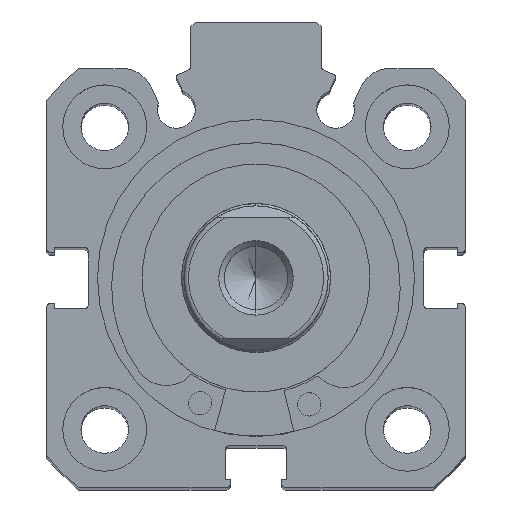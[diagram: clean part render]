
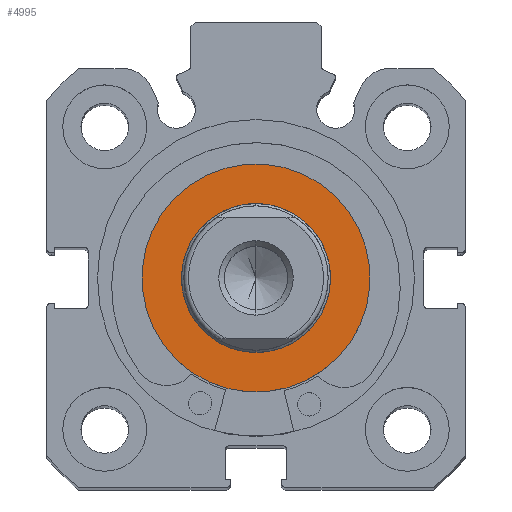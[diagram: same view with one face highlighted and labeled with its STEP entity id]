
A CAD part, top view. The second image highlights one B-rep face of the part: STEP entity #4995.
In plain terms, the highlighted face is planar.
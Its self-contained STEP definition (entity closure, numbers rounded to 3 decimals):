
#2 = CARTESIAN_POINT ( 'NONE',  ( 0., 0., 8. ) ) ;
#3 = CARTESIAN_POINT ( 'NONE',  ( 0., 0., -8. ) ) ;
#330 = VERTEX_POINT ( 'NONE', #3 ) ;
#331 = VERTEX_POINT ( 'NONE', #2 ) ;
#349 = VERTEX_POINT ( 'NONE', #2456 ) ;
#394 = VERTEX_POINT ( 'NONE', #4653 ) ;
#659 = AXIS2_PLACEMENT_3D ( 'NONE', #3942, #3906, #3907 ) ;
#954 = AXIS2_PLACEMENT_3D ( 'NONE', #2418, #2425, #2426 ) ;
#958 = AXIS2_PLACEMENT_3D ( 'NONE', #2387, #2407, #2408 ) ;
#967 = AXIS2_PLACEMENT_3D ( 'NONE', #5816, #5818, #5819 ) ;
#973 = AXIS2_PLACEMENT_3D ( 'NONE', #5817, #5823, #5824 ) ;
#1125 = ORIENTED_EDGE ( 'NONE', *, *, #6667, .T. ) ;
#1129 = ORIENTED_EDGE ( 'NONE', *, *, #6692, .T. ) ;
#1167 = ORIENTED_EDGE ( 'NONE', *, *, #6674, .F. ) ;
#1197 = ORIENTED_EDGE ( 'NONE', *, *, #6694, .F. ) ;
#2387 = CARTESIAN_POINT ( 'NONE',  ( 0., 0., 0. ) ) ;
#2407 = DIRECTION ( 'NONE',  ( -1., 0., 0. ) ) ;
#2408 = DIRECTION ( 'NONE',  ( 0., 0., 1. ) ) ;
#2418 = CARTESIAN_POINT ( 'NONE',  ( 0., 0., 0. ) ) ;
#2425 = DIRECTION ( 'NONE',  ( -1., 0., 0. ) ) ;
#2426 = DIRECTION ( 'NONE',  ( 0., 0., 1. ) ) ;
#2456 = CARTESIAN_POINT ( 'NONE',  ( 0., 0., -12.25 ) ) ;
#3023 = FACE_BOUND ( 'NONE', #4129, .T. ) ;
#3034 = FACE_OUTER_BOUND ( 'NONE', #4534, .T. ) ;
#3906 = DIRECTION ( 'NONE',  ( 1., 0., 0. ) ) ;
#3907 = DIRECTION ( 'NONE',  ( 0., 0., -1. ) ) ;
#3942 = CARTESIAN_POINT ( 'NONE',  ( 0., 12.25, 0. ) ) ;
#3945 = PLANE ( 'NONE',  #659 ) ;
#4129 = EDGE_LOOP ( 'NONE', ( #1197, #1167 ) ) ;
#4534 = EDGE_LOOP ( 'NONE', ( #1125, #1129 ) ) ;
#4653 = CARTESIAN_POINT ( 'NONE',  ( 0., 0., 12.25 ) ) ;
#4995 = ADVANCED_FACE ( 'NONE', ( #3023, #3034 ), #3945, .F. ) ;
#5433 = CIRCLE ( 'NONE', #958, 12.25 ) ;
#5443 = CIRCLE ( 'NONE', #954, 8. ) ;
#5467 = CIRCLE ( 'NONE', #967, 12.25 ) ;
#5471 = CIRCLE ( 'NONE', #973, 8. ) ;
#5816 = CARTESIAN_POINT ( 'NONE',  ( 0., 0., 0. ) ) ;
#5817 = CARTESIAN_POINT ( 'NONE',  ( 0., 0., 0. ) ) ;
#5818 = DIRECTION ( 'NONE',  ( -1., 0., 0. ) ) ;
#5819 = DIRECTION ( 'NONE',  ( 0., 0., 1. ) ) ;
#5823 = DIRECTION ( 'NONE',  ( -1., 0., 0. ) ) ;
#5824 = DIRECTION ( 'NONE',  ( 0., 0., 1. ) ) ;
#6667 = EDGE_CURVE ( 'NONE', #394, #349, #5433, .T. ) ;
#6674 = EDGE_CURVE ( 'NONE', #330, #331, #5443, .T. ) ;
#6692 = EDGE_CURVE ( 'NONE', #349, #394, #5467, .T. ) ;
#6694 = EDGE_CURVE ( 'NONE', #331, #330, #5471, .T. ) ;
